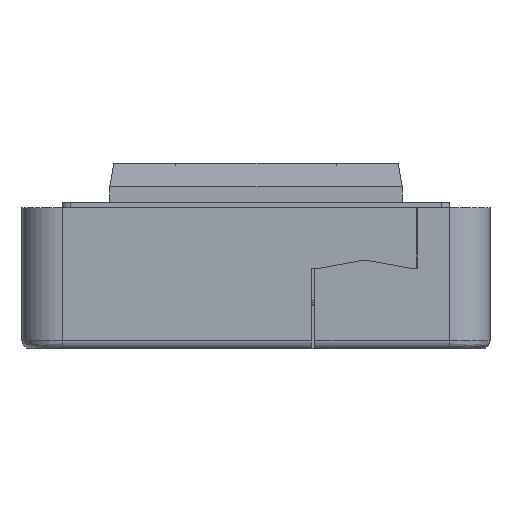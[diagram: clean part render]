
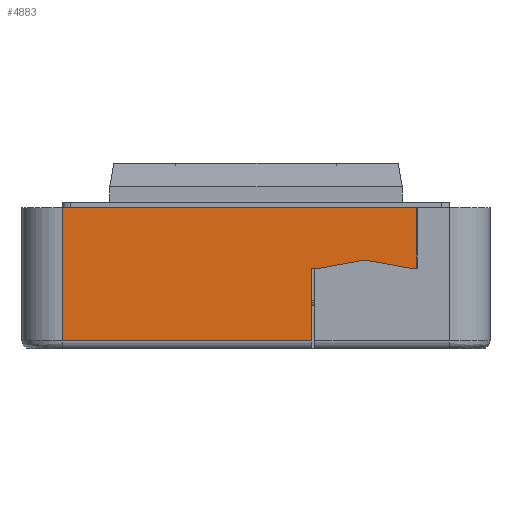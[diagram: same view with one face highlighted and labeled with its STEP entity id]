
A CAD part, left-side view. The second image highlights one B-rep face of the part: STEP entity #4883.
In plain terms, the highlighted planar face has unit normal (-1, 0, 0).
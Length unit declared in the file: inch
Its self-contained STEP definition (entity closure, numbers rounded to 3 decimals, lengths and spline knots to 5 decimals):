
#953 = CARTESIAN_POINT ( 'NONE',  ( -2.91339, 1.08268, -0.66929 ) ) ;
#2058 = VECTOR ( 'NONE', #56592, 39.37008 ) ;
#2073 = LINE ( 'NONE', #15121, #44590 ) ;
#2168 = ORIENTED_EDGE ( 'NONE', *, *, #31528, .T. ) ;
#4883 = ADVANCED_FACE ( 'NONE', ( #44876 ), #22441, .T. ) ;
#5423 = ORIENTED_EDGE ( 'NONE', *, *, #25802, .T. ) ;
#5591 = CARTESIAN_POINT ( 'NONE',  ( -2.91339, -0.78346, -0.01969 ) ) ;
#7592 = ORIENTED_EDGE ( 'NONE', *, *, #31552, .T. ) ;
#9337 = EDGE_CURVE ( 'NONE', #26702, #58495, #19622, .T. ) ;
#9828 = CARTESIAN_POINT ( 'NONE',  ( -2.91339, -0.74803, -0.31496 ) ) ;
#9913 = VECTOR ( 'NONE', #53429, 39.37008 ) ;
#9986 = VERTEX_POINT ( 'NONE', #29086 ) ;
#10958 = VECTOR ( 'NONE', #24923, 39.37008 ) ;
#10980 = DIRECTION ( 'NONE',  ( 0., -1., 0. ) ) ;
#11125 = EDGE_CURVE ( 'NONE', #9986, #58495, #20070, .T. ) ;
#11132 = EDGE_CURVE ( 'NONE', #47944, #9986, #24017, .T. ) ;
#11272 = CARTESIAN_POINT ( 'NONE',  ( -2.91339, 0.94488, -0.35433 ) ) ;
#11871 = VERTEX_POINT ( 'NONE', #34111 ) ;
#12103 = ORIENTED_EDGE ( 'NONE', *, *, #9337, .T. ) ;
#13489 = VERTEX_POINT ( 'NONE', #44176 ) ;
#13977 = EDGE_CURVE ( 'NONE', #47347, #43065, #45203, .T. ) ;
#14933 = LINE ( 'NONE', #953, #33481 ) ;
#15121 = CARTESIAN_POINT ( 'NONE',  ( -2.91339, -0.31496, -0.31496 ) ) ;
#15509 = ORIENTED_EDGE ( 'NONE', *, *, #13977, .T. ) ;
#15746 = DIRECTION ( 'NONE',  ( 0., -0.984, 0.179 ) ) ;
#16999 = DIRECTION ( 'NONE',  ( 0., 0., -1. ) ) ;
#18161 = DIRECTION ( 'NONE',  ( 0., 0., 1. ) ) ;
#18756 = DIRECTION ( 'NONE',  ( 0., -0.984, -0.179 ) ) ;
#19622 = LINE ( 'NONE', #38114, #2058 ) ;
#19665 = CARTESIAN_POINT ( 'NONE',  ( -2.91339, -0.78346, -0.31496 ) ) ;
#20070 = LINE ( 'NONE', #52515, #57451 ) ;
#21854 = DIRECTION ( 'NONE',  ( -1., 0., 0. ) ) ;
#22441 = PLANE ( 'NONE',  #30200 ) ;
#23007 = LINE ( 'NONE', #37525, #52375 ) ;
#24017 = LINE ( 'NONE', #11272, #10958 ) ;
#24650 = DIRECTION ( 'NONE',  ( 0., -1., 0. ) ) ;
#24923 = DIRECTION ( 'NONE',  ( 0., 0., 1. ) ) ;
#25802 = EDGE_CURVE ( 'NONE', #47944, #13489, #14933, .T. ) ;
#26440 = CARTESIAN_POINT ( 'NONE',  ( -2.91339, -0.27165, -0.31496 ) ) ;
#26674 = CARTESIAN_POINT ( 'NONE',  ( -2.91339, -0.27165, 0. ) ) ;
#26702 = VERTEX_POINT ( 'NONE', #19665 ) ;
#26870 = VERTEX_POINT ( 'NONE', #9828 ) ;
#27882 = ORIENTED_EDGE ( 'NONE', *, *, #36231, .T. ) ;
#29086 = CARTESIAN_POINT ( 'NONE',  ( -2.91339, 0.94488, -0.01969 ) ) ;
#30200 = AXIS2_PLACEMENT_3D ( 'NONE', #31241, #21854, #16999 ) ;
#31241 = CARTESIAN_POINT ( 'NONE',  ( -2.91339, 1.08268, 0. ) ) ;
#31528 = EDGE_CURVE ( 'NONE', #13489, #47347, #59679, .T. ) ;
#31552 = EDGE_CURVE ( 'NONE', #11871, #26870, #23007, .T. ) ;
#33002 = ORIENTED_EDGE ( 'NONE', *, *, #37342, .T. ) ;
#33481 = VECTOR ( 'NONE', #24650, 39.37008 ) ;
#34111 = CARTESIAN_POINT ( 'NONE',  ( -2.91339, -0.5315, -0.27559 ) ) ;
#36231 = EDGE_CURVE ( 'NONE', #26870, #26702, #53971, .T. ) ;
#37342 = EDGE_CURVE ( 'NONE', #43065, #11871, #2073, .T. ) ;
#37525 = CARTESIAN_POINT ( 'NONE',  ( -2.91339, -0.5315, -0.27559 ) ) ;
#37541 = EDGE_LOOP ( 'NONE', ( #5423, #2168, #15509, #33002, #7592, #27882, #12103, #50797, #41798 ) ) ;
#38114 = CARTESIAN_POINT ( 'NONE',  ( -2.91339, -0.78346, 0. ) ) ;
#39483 = CARTESIAN_POINT ( 'NONE',  ( -2.91339, -0.7874, -0.31496 ) ) ;
#39605 = CARTESIAN_POINT ( 'NONE',  ( -2.91339, 0.94488, -0.66929 ) ) ;
#40633 = DIRECTION ( 'NONE',  ( 0., -1., 0. ) ) ;
#41798 = ORIENTED_EDGE ( 'NONE', *, *, #11132, .F. ) ;
#43065 = VERTEX_POINT ( 'NONE', #44020 ) ;
#44020 = CARTESIAN_POINT ( 'NONE',  ( -2.91339, -0.31496, -0.31496 ) ) ;
#44176 = CARTESIAN_POINT ( 'NONE',  ( -2.91339, -0.27165, -0.66929 ) ) ;
#44590 = VECTOR ( 'NONE', #15746, 39.37008 ) ;
#44876 = FACE_OUTER_BOUND ( 'NONE', #37541, .T. ) ;
#45203 = LINE ( 'NONE', #39483, #9913 ) ;
#46374 = VECTOR ( 'NONE', #40633, 39.37008 ) ;
#47347 = VERTEX_POINT ( 'NONE', #26440 ) ;
#47944 = VERTEX_POINT ( 'NONE', #39605 ) ;
#50797 = ORIENTED_EDGE ( 'NONE', *, *, #11125, .F. ) ;
#52375 = VECTOR ( 'NONE', #18756, 39.37008 ) ;
#52515 = CARTESIAN_POINT ( 'NONE',  ( -2.91339, 0.78802, -0.01969 ) ) ;
#53350 = VECTOR ( 'NONE', #18161, 39.37008 ) ;
#53429 = DIRECTION ( 'NONE',  ( 0., -1., 0. ) ) ;
#53971 = LINE ( 'NONE', #58818, #46374 ) ;
#56592 = DIRECTION ( 'NONE',  ( 0., 0., 1. ) ) ;
#57451 = VECTOR ( 'NONE', #10980, 39.37008 ) ;
#58495 = VERTEX_POINT ( 'NONE', #5591 ) ;
#58818 = CARTESIAN_POINT ( 'NONE',  ( -2.91339, -0.7874, -0.31496 ) ) ;
#59679 = LINE ( 'NONE', #26674, #53350 ) ;
